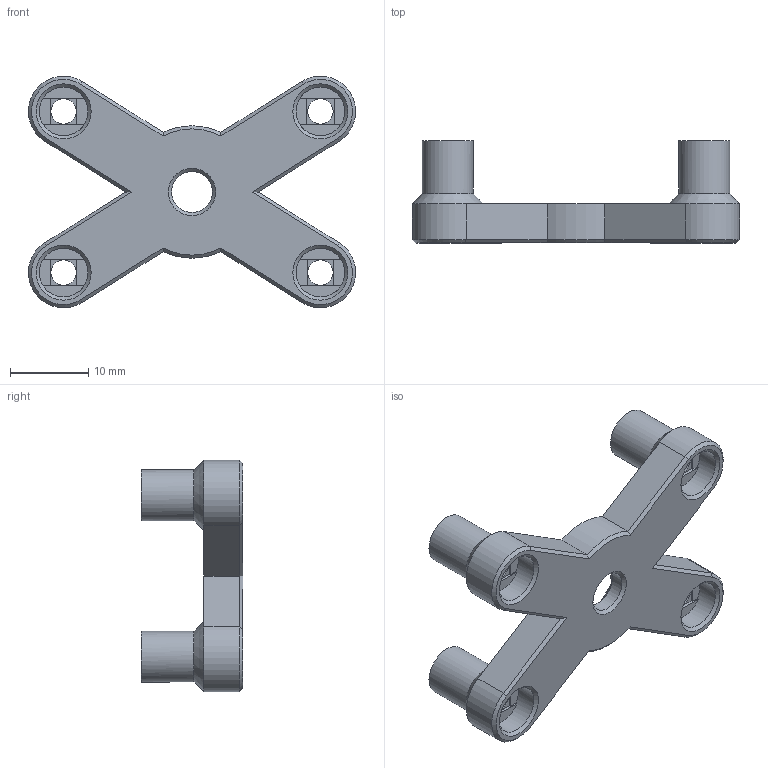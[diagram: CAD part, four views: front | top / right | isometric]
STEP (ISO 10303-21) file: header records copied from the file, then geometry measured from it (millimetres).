
FILE_DESCRIPTION(/* description */ ('STEP AP242','CAx-IF Rec.Pracs.---Representation and Presentation of Product Manufacturing Information (PMI)---4.0---2014-10-13','CAx-IF Rec.Pracs.---3D Tessellated Geometry---0.4---2014-09-14','2;1'),/* implementation_level */ '2;1');
FILE_NAME(/* name */ '63635c4d5dab6a324a636d04',/* time_stamp */ '2022-11-03T06:14:37+00:00',/* author */ (''),/* organization */ (''),/* preprocessor_version */ 'ST-DEVELOPER v18.102',/* originating_system */ ' ',/* authorisation */ ' ');
FILE_SCHEMA (('AP242_MANAGED_MODEL_BASED_3D_ENGINEERING_MIM_LF { 1 0 10303 442 1 1 4 }'));
Length unit declared in the file: metre
Products named in the file (1): Rotation_Brace
Bounding box: 41.81 x 13 x 29.59 mm (x, y, z)
Volume: 3859.9 mm3; surface area: 3574.3 mm2
Topology: 1 solids, 1 shells, 96 faces, 235 edges, 146 vertices
Faces by surface type: plane 59, cylinder 20, cone 17
Full cylindrical faces by diameter (mm): 3.25 x4, 5.25 x1, 6.25 x4, 6.5 x4, 12 x1
Entity records: 2632 total; most frequent: DIRECTION 468, CARTESIAN_POINT 435, ORIENTED_EDGE 402, EDGE_CURVE 201, AXIS2_PLACEMENT_3D 170, VERTEX_POINT 137, EDGE_LOOP 136, FACE_BOUND 136
